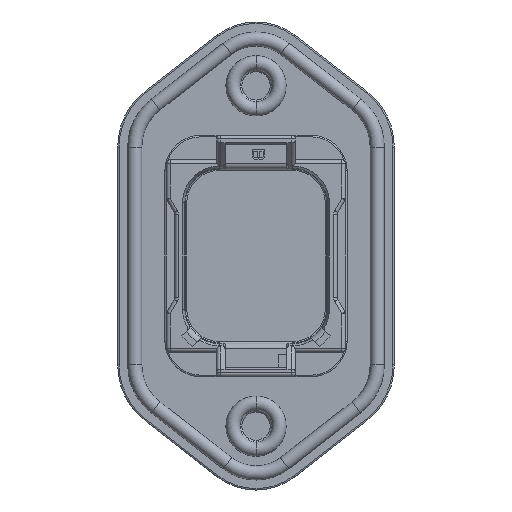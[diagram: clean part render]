
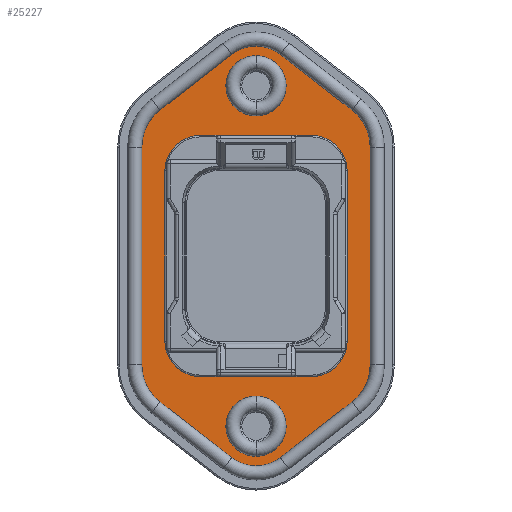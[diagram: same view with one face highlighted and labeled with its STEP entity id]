
A CAD part, front view. The second image highlights one B-rep face of the part: STEP entity #25227.
In plain terms, the highlighted planar face has unit normal (0, -1, 0).
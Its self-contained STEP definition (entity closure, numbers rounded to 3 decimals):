
#792=CARTESIAN_POINT('',(7.85,13.5,-12.));
#793=DIRECTION('',(0.,-1.,0.));
#794=DIRECTION('',(0.,0.,-1.));
#795=AXIS2_PLACEMENT_3D('',#792,#793,#794);
#851=DIRECTION('',(0.79,0.,-0.613));
#852=VECTOR('',#851,12.806);
#853=CARTESIAN_POINT('',(-13.549,13.5,-20.567));
#854=LINE('',#853,#852);
#855=CARTESIAN_POINT('',(-9.5,13.5,-15.355));
#856=DIRECTION('',(0.,-1.,0.));
#857=DIRECTION('',(-1.,0.,0.));
#858=AXIS2_PLACEMENT_3D('',#855,#856,#857);
#860=DIRECTION('',(0.,0.,-1.));
#861=VECTOR('',#860,30.71);
#862=CARTESIAN_POINT('',(-16.1,13.5,15.355));
#863=LINE('',#862,#861);
#864=CARTESIAN_POINT('',(-9.5,13.5,15.355));
#865=DIRECTION('',(0.,-1.,0.));
#866=DIRECTION('',(-0.613,0.,0.79));
#867=AXIS2_PLACEMENT_3D('',#864,#865,#866);
#869=DIRECTION('',(-0.79,0.,-0.613));
#870=VECTOR('',#869,12.806);
#871=CARTESIAN_POINT('',(-3.435,13.5,28.423));
#872=LINE('',#871,#870);
#873=CARTESIAN_POINT('',(0.,13.5,24.));
#874=DIRECTION('',(0.,-1.,0.));
#875=DIRECTION('',(0.613,0.,0.79));
#876=AXIS2_PLACEMENT_3D('',#873,#874,#875);
#878=DIRECTION('',(-0.79,0.,0.613));
#879=VECTOR('',#878,12.806);
#880=CARTESIAN_POINT('',(13.549,13.5,20.567));
#881=LINE('',#880,#879);
#882=CARTESIAN_POINT('',(9.5,13.5,15.355));
#883=DIRECTION('',(0.,-1.,0.));
#884=DIRECTION('',(1.,0.,0.));
#885=AXIS2_PLACEMENT_3D('',#882,#883,#884);
#887=DIRECTION('',(0.,0.,1.));
#888=VECTOR('',#887,30.71);
#889=CARTESIAN_POINT('',(16.1,13.5,-15.355));
#890=LINE('',#889,#888);
#891=CARTESIAN_POINT('',(9.5,13.5,-15.355));
#892=DIRECTION('',(0.,-1.,0.));
#893=DIRECTION('',(0.613,0.,-0.79));
#894=AXIS2_PLACEMENT_3D('',#891,#892,#893);
#896=DIRECTION('',(0.79,0.,0.613));
#897=VECTOR('',#896,12.806);
#898=CARTESIAN_POINT('',(3.435,13.5,-28.423));
#899=LINE('',#898,#897);
#900=CARTESIAN_POINT('',(0.,13.5,-24.));
#901=DIRECTION('',(0.,-1.,0.));
#902=DIRECTION('',(-0.613,0.,-0.79));
#903=AXIS2_PLACEMENT_3D('',#900,#901,#902);
#905=CARTESIAN_POINT('',(0.,13.5,-24.));
#906=DIRECTION('',(0.,1.,0.));
#907=DIRECTION('',(0.,0.,1.));
#908=AXIS2_PLACEMENT_3D('',#905,#906,#907);
#910=CARTESIAN_POINT('',(0.,13.5,-24.));
#911=DIRECTION('',(0.,1.,0.));
#912=DIRECTION('',(0.,0.,-1.));
#913=AXIS2_PLACEMENT_3D('',#910,#911,#912);
#915=CARTESIAN_POINT('',(0.,13.5,24.));
#916=DIRECTION('',(0.,1.,0.));
#917=DIRECTION('',(0.,0.,1.));
#918=AXIS2_PLACEMENT_3D('',#915,#916,#917);
#920=CARTESIAN_POINT('',(0.,13.5,24.));
#921=DIRECTION('',(0.,1.,0.));
#922=DIRECTION('',(0.,0.,-1.));
#923=AXIS2_PLACEMENT_3D('',#920,#921,#922);
#1103=DIRECTION('',(-1.,0.,0.));
#1104=VECTOR('',#1103,15.7);
#1105=CARTESIAN_POINT('',(7.85,13.5,-17.));
#1106=LINE('',#1105,#1104);
#1387=DIRECTION('',(1.,0.,0.));
#1388=VECTOR('',#1387,15.7);
#1389=CARTESIAN_POINT('',(-7.85,13.5,17.));
#1390=LINE('',#1389,#1388);
#1407=CARTESIAN_POINT('',(7.85,13.5,12.));
#1408=DIRECTION('',(0.,-1.,0.));
#1409=DIRECTION('',(1.,0.,0.));
#1410=AXIS2_PLACEMENT_3D('',#1407,#1408,#1409);
#1416=DIRECTION('',(0.,0.,-1.));
#1417=VECTOR('',#1416,24.);
#1418=CARTESIAN_POINT('',(12.85,13.5,12.));
#1419=LINE('',#1418,#1417);
#14322=CARTESIAN_POINT('',(-7.85,13.5,-12.));
#14323=DIRECTION('',(0.,-1.,0.));
#14324=DIRECTION('',(-1.,0.,0.));
#14325=AXIS2_PLACEMENT_3D('',#14322,#14323,#14324);
#14331=DIRECTION('',(0.,0.,1.));
#14332=VECTOR('',#14331,24.);
#14333=CARTESIAN_POINT('',(-12.85,13.5,-12.));
#14334=LINE('',#14333,#14332);
#14343=CARTESIAN_POINT('',(-7.85,13.5,12.));
#14344=DIRECTION('',(0.,-1.,0.));
#14345=DIRECTION('',(0.,0.,1.));
#14346=AXIS2_PLACEMENT_3D('',#14343,#14344,#14345);
#22842=CARTESIAN_POINT('',(-13.549,13.5,-20.567));
#22843=CARTESIAN_POINT('',(-3.435,13.5,-28.423));
#22844=VERTEX_POINT('',#22842);
#22845=VERTEX_POINT('',#22843);
#22850=CARTESIAN_POINT('',(3.435,13.5,-28.423));
#22851=VERTEX_POINT('',#22850);
#22854=CARTESIAN_POINT('',(13.549,13.5,-20.567));
#22855=VERTEX_POINT('',#22854);
#22858=CARTESIAN_POINT('',(16.1,13.5,-15.355));
#22859=VERTEX_POINT('',#22858);
#22862=CARTESIAN_POINT('',(16.1,13.5,15.355));
#22863=VERTEX_POINT('',#22862);
#22866=CARTESIAN_POINT('',(13.549,13.5,20.567));
#22867=VERTEX_POINT('',#22866);
#22870=CARTESIAN_POINT('',(3.435,13.5,28.423));
#22871=VERTEX_POINT('',#22870);
#22874=CARTESIAN_POINT('',(-3.435,13.5,28.423));
#22875=VERTEX_POINT('',#22874);
#22878=CARTESIAN_POINT('',(-13.549,13.5,20.567));
#22879=VERTEX_POINT('',#22878);
#22882=CARTESIAN_POINT('',(-16.1,13.5,15.355));
#22883=VERTEX_POINT('',#22882);
#22886=CARTESIAN_POINT('',(-16.1,13.5,-15.355));
#22887=VERTEX_POINT('',#22886);
#22918=CARTESIAN_POINT('',(0.,13.5,28.25));
#22919=CARTESIAN_POINT('',(0.,13.5,19.75));
#22920=VERTEX_POINT('',#22918);
#22921=VERTEX_POINT('',#22919);
#22926=CARTESIAN_POINT('',(0.,13.5,-19.75));
#22927=CARTESIAN_POINT('',(0.,13.5,-28.25));
#22928=VERTEX_POINT('',#22926);
#22929=VERTEX_POINT('',#22927);
#22930=CARTESIAN_POINT('',(7.85,13.5,-17.));
#22931=CARTESIAN_POINT('',(-7.85,13.5,-17.));
#22932=VERTEX_POINT('',#22930);
#22933=VERTEX_POINT('',#22931);
#22934=CARTESIAN_POINT('',(-7.85,13.5,17.));
#22935=CARTESIAN_POINT('',(7.85,13.5,17.));
#22936=VERTEX_POINT('',#22934);
#22937=VERTEX_POINT('',#22935);
#22938=CARTESIAN_POINT('',(12.85,13.5,-12.));
#22939=VERTEX_POINT('',#22938);
#22940=CARTESIAN_POINT('',(-12.85,13.5,-12.));
#22941=VERTEX_POINT('',#22940);
#22942=CARTESIAN_POINT('',(-12.85,13.5,12.));
#22943=VERTEX_POINT('',#22942);
#22944=CARTESIAN_POINT('',(12.85,13.5,12.));
#22945=VERTEX_POINT('',#22944);
#25167=CARTESIAN_POINT('',(12.6,13.5,0.));
#25168=DIRECTION('',(0.,-1.,0.));
#25169=DIRECTION('',(0.,0.,1.));
#25170=AXIS2_PLACEMENT_3D('',#25167,#25168,#25169);
#25171=PLANE('',#25170);
#25173=ORIENTED_EDGE('',*,*,#25172,.F.);
#25175=ORIENTED_EDGE('',*,*,#25174,.F.);
#25177=ORIENTED_EDGE('',*,*,#25176,.F.);
#25179=ORIENTED_EDGE('',*,*,#25178,.F.);
#25181=ORIENTED_EDGE('',*,*,#25180,.F.);
#25183=ORIENTED_EDGE('',*,*,#25182,.F.);
#25185=ORIENTED_EDGE('',*,*,#25184,.F.);
#25187=ORIENTED_EDGE('',*,*,#25186,.F.);
#25189=ORIENTED_EDGE('',*,*,#25188,.F.);
#25191=ORIENTED_EDGE('',*,*,#25190,.F.);
#25193=ORIENTED_EDGE('',*,*,#25192,.F.);
#25195=ORIENTED_EDGE('',*,*,#25194,.F.);
#25196=EDGE_LOOP('',(#25173,#25175,#25177,#25179,#25181,#25183,#25185,#25187,
#25189,#25191,#25193,#25195));
#25197=FACE_OUTER_BOUND('',#25196,.F.);
#25199=ORIENTED_EDGE('',*,*,#25198,.F.);
#25200=ORIENTED_EDGE('',*,*,#25157,.T.);
#25202=ORIENTED_EDGE('',*,*,#25201,.F.);
#25204=ORIENTED_EDGE('',*,*,#25203,.T.);
#25206=ORIENTED_EDGE('',*,*,#25205,.F.);
#25208=ORIENTED_EDGE('',*,*,#25207,.T.);
#25210=ORIENTED_EDGE('',*,*,#25209,.F.);
#25212=ORIENTED_EDGE('',*,*,#25211,.T.);
#25213=EDGE_LOOP('',(#25199,#25200,#25202,#25204,#25206,#25208,#25210,#25212));
#25214=FACE_BOUND('',#25213,.F.);
#25216=ORIENTED_EDGE('',*,*,#25215,.F.);
#25218=ORIENTED_EDGE('',*,*,#25217,.F.);
#25219=EDGE_LOOP('',(#25216,#25218));
#25220=FACE_BOUND('',#25219,.F.);
#25222=ORIENTED_EDGE('',*,*,#25221,.F.);
#25224=ORIENTED_EDGE('',*,*,#25223,.F.);
#25225=EDGE_LOOP('',(#25222,#25224));
#25226=FACE_BOUND('',#25225,.F.);
#25227=ADVANCED_FACE('',(#25197,#25214,#25220,#25226),#25171,.T.);
#796=CIRCLE('',#795,5.);
#859=CIRCLE('',#858,6.6);
#868=CIRCLE('',#867,6.6);
#877=CIRCLE('',#876,5.6);
#886=CIRCLE('',#885,6.6);
#895=CIRCLE('',#894,6.6);
#904=CIRCLE('',#903,5.6);
#909=CIRCLE('',#908,4.25);
#914=CIRCLE('',#913,4.25);
#919=CIRCLE('',#918,4.25);
#924=CIRCLE('',#923,4.25);
#1411=CIRCLE('',#1410,5.);
#14326=CIRCLE('',#14325,5.);
#14347=CIRCLE('',#14346,5.);
#25157=EDGE_CURVE('',#22932,#22939,#796,.T.);
#25172=EDGE_CURVE('',#22844,#22845,#854,.T.);
#25174=EDGE_CURVE('',#22887,#22844,#859,.T.);
#25176=EDGE_CURVE('',#22883,#22887,#863,.T.);
#25178=EDGE_CURVE('',#22879,#22883,#868,.T.);
#25180=EDGE_CURVE('',#22875,#22879,#872,.T.);
#25182=EDGE_CURVE('',#22871,#22875,#877,.T.);
#25184=EDGE_CURVE('',#22867,#22871,#881,.T.);
#25186=EDGE_CURVE('',#22863,#22867,#886,.T.);
#25188=EDGE_CURVE('',#22859,#22863,#890,.T.);
#25190=EDGE_CURVE('',#22855,#22859,#895,.T.);
#25192=EDGE_CURVE('',#22851,#22855,#899,.T.);
#25194=EDGE_CURVE('',#22845,#22851,#904,.T.);
#25198=EDGE_CURVE('',#22932,#22933,#1106,.T.);
#25201=EDGE_CURVE('',#22945,#22939,#1419,.T.);
#25203=EDGE_CURVE('',#22945,#22937,#1411,.T.);
#25205=EDGE_CURVE('',#22936,#22937,#1390,.T.);
#25207=EDGE_CURVE('',#22936,#22943,#14347,.T.);
#25209=EDGE_CURVE('',#22941,#22943,#14334,.T.);
#25211=EDGE_CURVE('',#22941,#22933,#14326,.T.);
#25215=EDGE_CURVE('',#22928,#22929,#909,.T.);
#25217=EDGE_CURVE('',#22929,#22928,#914,.T.);
#25221=EDGE_CURVE('',#22920,#22921,#919,.T.);
#25223=EDGE_CURVE('',#22921,#22920,#924,.T.);
